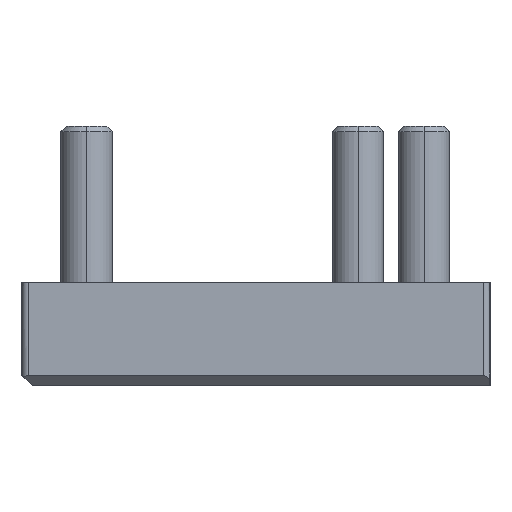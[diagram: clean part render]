
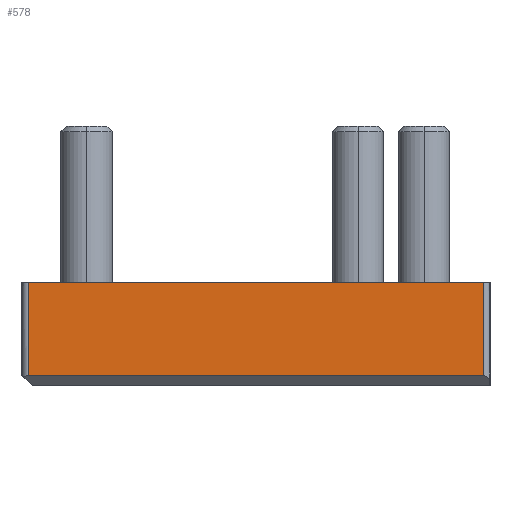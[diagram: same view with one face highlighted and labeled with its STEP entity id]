
A CAD part, left-side view. The second image highlights one B-rep face of the part: STEP entity #578.
In plain terms, the highlighted planar face has unit normal (-1, 0, 0).
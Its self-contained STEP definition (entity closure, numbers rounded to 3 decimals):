
#119 = EDGE_CURVE ( 'NONE', #1974, #1983, #267, .T. ) ;
#146 = VECTOR ( 'NONE', #475, 1000. ) ;
#193 = LINE ( 'NONE', #493, #146 ) ;
#210 = FACE_OUTER_BOUND ( 'NONE', #405, .T. ) ;
#267 = LINE ( 'NONE', #511, #459 ) ;
#321 = ORIENTED_EDGE ( 'NONE', *, *, #1588, .T. ) ;
#405 = EDGE_LOOP ( 'NONE', ( #321, #827, #3443, #2979 ) ) ;
#459 = VECTOR ( 'NONE', #3383, 1000. ) ;
#475 = DIRECTION ( 'NONE',  ( 0., -1., 0. ) ) ;
#476 = LINE ( 'NONE', #2404, #818 ) ;
#493 = CARTESIAN_POINT ( 'NONE',  ( 0., 35.7, 4. ) ) ;
#511 = CARTESIAN_POINT ( 'NONE',  ( 0., 0.5, 4. ) ) ;
#547 = CARTESIAN_POINT ( 'NONE',  ( 0., 35.7, -3.2 ) ) ;
#578 = ADVANCED_FACE ( 'NONE', ( #210 ), #1926, .F. ) ;
#818 = VECTOR ( 'NONE', #1322, 1000. ) ;
#827 = ORIENTED_EDGE ( 'NONE', *, *, #119, .F. ) ;
#1248 = CARTESIAN_POINT ( 'NONE',  ( 0., 40., -3.2 ) ) ;
#1300 = CARTESIAN_POINT ( 'NONE',  ( 0., 35.7, 4. ) ) ;
#1322 = DIRECTION ( 'NONE',  ( 0., 0., -1. ) ) ;
#1588 = EDGE_CURVE ( 'NONE', #2935, #1983, #1819, .T. ) ;
#1761 = EDGE_CURVE ( 'NONE', #2128, #1974, #193, .T. ) ;
#1792 = CARTESIAN_POINT ( 'NONE',  ( 0., 0.5, 4. ) ) ;
#1819 = LINE ( 'NONE', #1248, #2282 ) ;
#1926 = PLANE ( 'NONE',  #2022 ) ;
#1974 = VERTEX_POINT ( 'NONE', #1792 ) ;
#1983 = VERTEX_POINT ( 'NONE', #3227 ) ;
#2022 = AXIS2_PLACEMENT_3D ( 'NONE', #1300, #2471, #2714 ) ;
#2128 = VERTEX_POINT ( 'NONE', #2131 ) ;
#2131 = CARTESIAN_POINT ( 'NONE',  ( 0., 35.7, 4. ) ) ;
#2282 = VECTOR ( 'NONE', #2959, 1000. ) ;
#2404 = CARTESIAN_POINT ( 'NONE',  ( 0., 35.7, 4. ) ) ;
#2471 = DIRECTION ( 'NONE',  ( 1., 0., 0. ) ) ;
#2714 = DIRECTION ( 'NONE',  ( 0., 0., -1. ) ) ;
#2858 = EDGE_CURVE ( 'NONE', #2128, #2935, #476, .T. ) ;
#2935 = VERTEX_POINT ( 'NONE', #547 ) ;
#2959 = DIRECTION ( 'NONE',  ( 0., -1., 0. ) ) ;
#2979 = ORIENTED_EDGE ( 'NONE', *, *, #2858, .T. ) ;
#3227 = CARTESIAN_POINT ( 'NONE',  ( 0., 0.5, -3.2 ) ) ;
#3383 = DIRECTION ( 'NONE',  ( 0., 0., -1. ) ) ;
#3443 = ORIENTED_EDGE ( 'NONE', *, *, #1761, .F. ) ;
